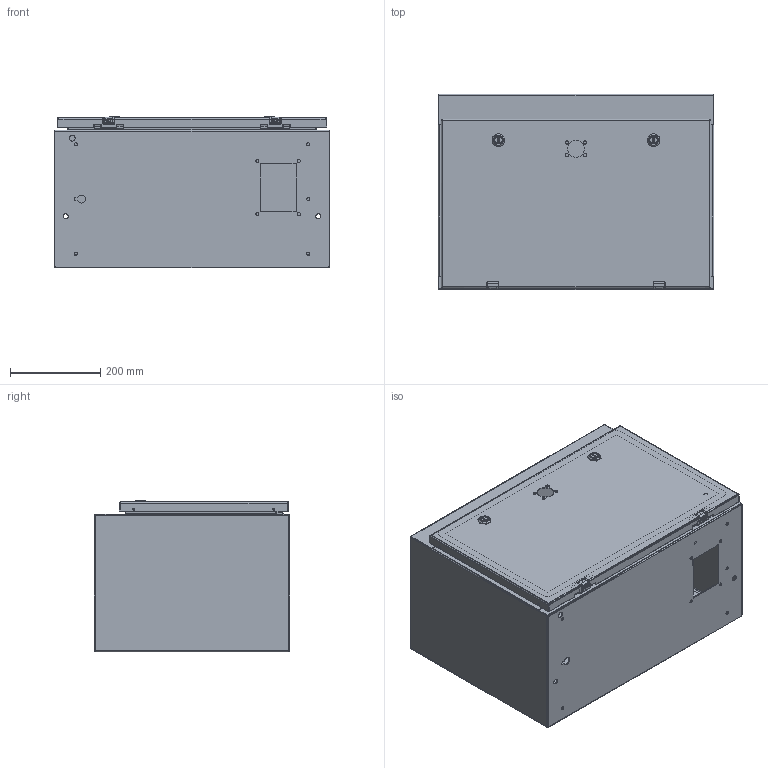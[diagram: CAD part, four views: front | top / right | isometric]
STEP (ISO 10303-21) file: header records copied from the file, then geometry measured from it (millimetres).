
FILE_DESCRIPTION (( 'STEP AP203' ), '1' );
FILE_NAME ('SCE-EXR12-30T200.step', '2021-02-09T22:16:33', ( 'ADC123' ), ( 'Microsoft' ), 'SwSTEP 2.0', 'SolidWorks 2019', '' );
FILE_SCHEMA (( 'CONFIG_CONTROL_DESIGN' ));
Products named in the file (1): SCE-EXR12-30T200
Bounding box: 609.6 x 431.8 x 336.05 mm (x, y, z)
Surface area: 3057512.8 mm2 (no closed solid volume)
Topology: 0 solids, 47 shells, 2298 faces, 5880 edges, 3717 vertices
Faces by surface type: plane 1135, cylinder 731, bspline 356, cone 54, torus 22
Full cylindrical faces by diameter (mm): 1.016 x2, 3.454 x2, 3.962 x6, 3.978 x2, 4.318 x6, 4.369 x4, 4.775 x4, 4.978 x8, 5 x2, 5.156 x8, 5.182 x4, 5.207 x4, 5.232 x4, 5.5 x2, 5.537 x2, 6.096 x4, 6.198 x4, 6.299 x5, 6.35 x4, 6.756 x13, 7.01 x4, 7.112 x3, 8.433 x4, 9.296 x4, 9.322 x4, 9.525 x4, 9.9 x2, 10 x2, 11.125 x4, 12.7 x5
Entity records: 89211 total; most frequent: CARTESIAN_POINT 37509, ORIENTED_EDGE 10934, DIRECTION 9862, EDGE_CURVE 5478, VERTEX_POINT 3600, AXIS2_PLACEMENT_3D 3379, VECTOR 3104, LINE 3104
